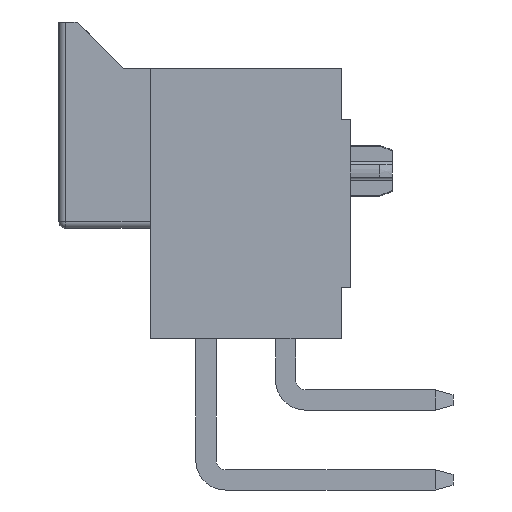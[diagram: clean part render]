
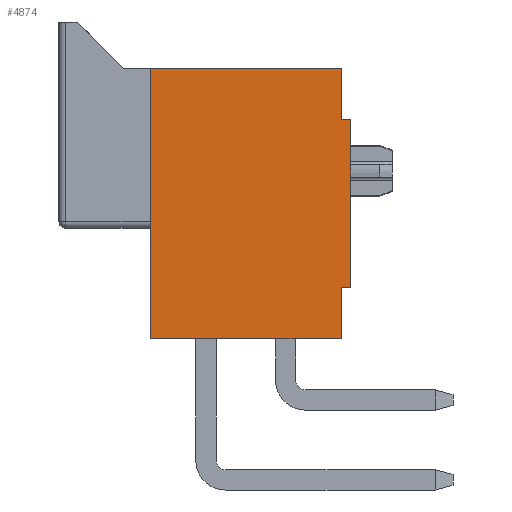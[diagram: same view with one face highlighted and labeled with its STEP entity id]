
A CAD part, left-side view. The second image highlights one B-rep face of the part: STEP entity #4874.
In plain terms, the highlighted planar face has unit normal (-1, 0, 0).
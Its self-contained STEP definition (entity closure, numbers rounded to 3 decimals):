
#1=DIRECTION('',(0.,0.,1.));
#2=VECTOR('',#1,1.6);
#3=CARTESIAN_POINT('',(-6.72,-2.99,-4.23));
#4=LINE('',#3,#2);
#17=DIRECTION('',(0.,0.,1.));
#18=VECTOR('',#17,1.6);
#19=CARTESIAN_POINT('',(-6.72,-2.99,2.63));
#20=LINE('',#19,#18);
#193=DIRECTION('',(0.,-1.,0.));
#194=VECTOR('',#193,0.3);
#195=CARTESIAN_POINT('',(-6.72,-2.99,2.63));
#196=LINE('',#195,#194);
#197=DIRECTION('',(0.,1.,0.));
#198=VECTOR('',#197,5.98);
#199=CARTESIAN_POINT('',(-6.72,-2.99,-4.23));
#200=LINE('',#199,#198);
#209=DIRECTION('',(0.,-1.,0.));
#210=VECTOR('',#209,0.3);
#211=CARTESIAN_POINT('',(-6.72,-2.99,-2.63));
#212=LINE('',#211,#210);
#229=DIRECTION('',(0.,0.,-1.));
#230=VECTOR('',#229,5.26);
#231=CARTESIAN_POINT('',(-6.72,-3.29,2.63));
#232=LINE('',#231,#230);
#429=DIRECTION('',(0.,1.,0.));
#430=VECTOR('',#429,5.98);
#431=CARTESIAN_POINT('',(-6.72,-2.99,4.23));
#432=LINE('',#431,#430);
#813=DIRECTION('',(0.,0.,1.));
#814=VECTOR('',#813,8.46);
#815=CARTESIAN_POINT('',(-6.72,2.99,-4.23));
#816=LINE('',#815,#814);
#3665=CARTESIAN_POINT('',(-6.72,-2.99,4.23));
#3667=VERTEX_POINT('',#3665);
#3670=CARTESIAN_POINT('',(-6.72,-2.99,-4.23));
#3672=VERTEX_POINT('',#3670);
#3673=CARTESIAN_POINT('',(-6.72,2.99,-4.23));
#3674=CARTESIAN_POINT('',(-6.72,2.99,4.23));
#3675=VERTEX_POINT('',#3673);
#3676=VERTEX_POINT('',#3674);
#3702=CARTESIAN_POINT('',(-6.72,-3.29,2.63));
#3704=VERTEX_POINT('',#3702);
#3707=CARTESIAN_POINT('',(-6.72,-3.29,-2.63));
#3708=VERTEX_POINT('',#3707);
#3709=CARTESIAN_POINT('',(-6.72,-2.99,-2.63));
#3710=VERTEX_POINT('',#3709);
#3971=CARTESIAN_POINT('',(-6.72,-2.99,2.63));
#3972=VERTEX_POINT('',#3971);
#4853=CARTESIAN_POINT('',(-6.72,-2.99,-4.23));
#4854=DIRECTION('',(-1.,0.,0.));
#4855=DIRECTION('',(0.,0.,1.));
#4856=AXIS2_PLACEMENT_3D('',#4853,#4854,#4855);
#4857=PLANE('',#4856);
#4858=ORIENTED_EDGE('',*,*,#4766,.F.);
#4860=ORIENTED_EDGE('',*,*,#4859,.T.);
#4862=ORIENTED_EDGE('',*,*,#4861,.T.);
#4864=ORIENTED_EDGE('',*,*,#4863,.F.);
#4865=ORIENTED_EDGE('',*,*,#4758,.F.);
#4867=ORIENTED_EDGE('',*,*,#4866,.T.);
#4869=ORIENTED_EDGE('',*,*,#4868,.T.);
#4871=ORIENTED_EDGE('',*,*,#4870,.F.);
#4872=EDGE_LOOP('',(#4858,#4860,#4862,#4864,#4865,#4867,#4869,#4871));
#4873=FACE_OUTER_BOUND('',#4872,.F.);
#4874=ADVANCED_FACE('',(#4873),#4857,.T.);
#4758=EDGE_CURVE('',#3672,#3710,#4,.T.);
#4766=EDGE_CURVE('',#3972,#3667,#20,.T.);
#4859=EDGE_CURVE('',#3972,#3704,#196,.T.);
#4861=EDGE_CURVE('',#3704,#3708,#232,.T.);
#4863=EDGE_CURVE('',#3710,#3708,#212,.T.);
#4866=EDGE_CURVE('',#3672,#3675,#200,.T.);
#4868=EDGE_CURVE('',#3675,#3676,#816,.T.);
#4870=EDGE_CURVE('',#3667,#3676,#432,.T.);
